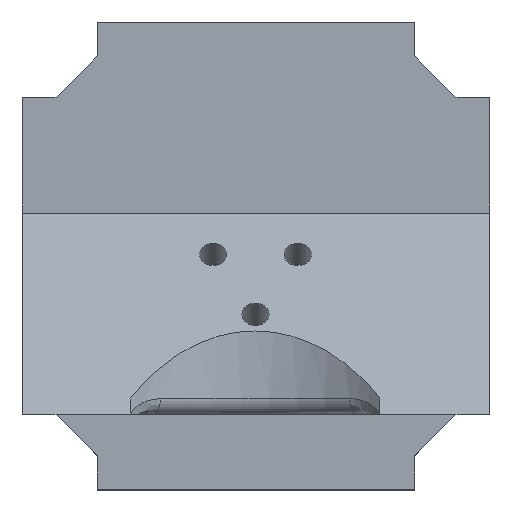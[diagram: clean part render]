
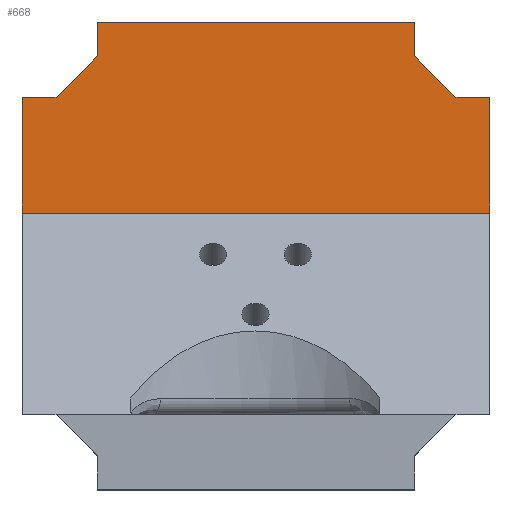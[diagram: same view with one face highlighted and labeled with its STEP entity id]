
A CAD part, top view. The second image highlights one B-rep face of the part: STEP entity #668.
In plain terms, the highlighted planar face has unit normal (0, 0, 1).
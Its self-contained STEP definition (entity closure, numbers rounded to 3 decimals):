
#86=FACE_OUTER_BOUND('',#127,.T.);
#127=EDGE_LOOP('',(#520,#521,#522,#523,#524,#525,#526,#527,#528,#529));
#173=LINE('',#1150,#238);
#174=LINE('',#1152,#239);
#175=LINE('',#1154,#240);
#176=LINE('',#1156,#241);
#177=LINE('',#1158,#242);
#178=LINE('',#1160,#243);
#179=LINE('',#1162,#244);
#180=LINE('',#1164,#245);
#181=LINE('',#1166,#246);
#182=LINE('',#1167,#247);
#238=VECTOR('',#872,10.);
#239=VECTOR('',#873,10.);
#240=VECTOR('',#874,10.);
#241=VECTOR('',#875,10.);
#242=VECTOR('',#876,10.);
#243=VECTOR('',#877,10.);
#244=VECTOR('',#878,10.);
#245=VECTOR('',#879,10.);
#246=VECTOR('',#880,10.);
#247=VECTOR('',#881,10.);
#316=VERTEX_POINT('',#1148);
#317=VERTEX_POINT('',#1149);
#318=VERTEX_POINT('',#1151);
#319=VERTEX_POINT('',#1153);
#320=VERTEX_POINT('',#1155);
#321=VERTEX_POINT('',#1157);
#322=VERTEX_POINT('',#1159);
#323=VERTEX_POINT('',#1161);
#324=VERTEX_POINT('',#1163);
#325=VERTEX_POINT('',#1165);
#393=EDGE_CURVE('',#316,#317,#173,.T.);
#394=EDGE_CURVE('',#318,#316,#174,.T.);
#395=EDGE_CURVE('',#318,#319,#175,.T.);
#396=EDGE_CURVE('',#320,#319,#176,.T.);
#397=EDGE_CURVE('',#321,#320,#177,.T.);
#398=EDGE_CURVE('',#322,#321,#178,.T.);
#399=EDGE_CURVE('',#323,#322,#179,.T.);
#400=EDGE_CURVE('',#324,#323,#180,.T.);
#401=EDGE_CURVE('',#325,#324,#181,.T.);
#402=EDGE_CURVE('',#317,#325,#182,.T.);
#520=ORIENTED_EDGE('',*,*,#393,.F.);
#521=ORIENTED_EDGE('',*,*,#394,.F.);
#522=ORIENTED_EDGE('',*,*,#395,.T.);
#523=ORIENTED_EDGE('',*,*,#396,.F.);
#524=ORIENTED_EDGE('',*,*,#397,.F.);
#525=ORIENTED_EDGE('',*,*,#398,.F.);
#526=ORIENTED_EDGE('',*,*,#399,.F.);
#527=ORIENTED_EDGE('',*,*,#400,.F.);
#528=ORIENTED_EDGE('',*,*,#401,.F.);
#529=ORIENTED_EDGE('',*,*,#402,.F.);
#631=PLANE('',#746);
#668=ADVANCED_FACE('',(#86),#631,.F.);
#746=AXIS2_PLACEMENT_3D('',#1147,#870,#871);
#870=DIRECTION('center_axis',(0.,0.,
-1.));
#871=DIRECTION('ref_axis',(0.,1.,0.));
#872=DIRECTION('',(1.,0.,0.));
#873=DIRECTION('',(0.,1.,0.));
#874=DIRECTION('',(1.,0.,0.));
#875=DIRECTION('',(0.,-1.,0.));
#876=DIRECTION('',(1.,0.,0.));
#877=DIRECTION('',(0.707,-0.707,0.));
#878=DIRECTION('',(0.,-1.,0.));
#879=DIRECTION('',(1.,0.,0.));
#880=DIRECTION('',(0.,1.,0.));
#881=DIRECTION('',(0.707,0.707,0.));
#1147=CARTESIAN_POINT('Origin',(-24.9,4.567,3.105));
#1148=CARTESIAN_POINT('',(-24.9,16.9,3.105));
#1149=CARTESIAN_POINT('',(-21.284,16.9,3.105));
#1150=CARTESIAN_POINT('',(-23.092,16.9,3.105));
#1151=CARTESIAN_POINT('',(-24.9,4.567,3.105));
#1152=CARTESIAN_POINT('',(-24.9,10.733,3.105));
#1153=CARTESIAN_POINT('',(24.9,4.567,3.105));
#1154=CARTESIAN_POINT('',(-24.9,4.567,3.105));
#1155=CARTESIAN_POINT('',(24.9,16.9,3.105));
#1156=CARTESIAN_POINT('',(24.9,-6.167,3.105));
#1157=CARTESIAN_POINT('',(21.284,16.9,3.105));
#1158=CARTESIAN_POINT('',(0.,16.9,3.105));
#1159=CARTESIAN_POINT('',(16.9,21.284,3.105));
#1160=CARTESIAN_POINT('',(12.821,25.363,3.105));
#1161=CARTESIAN_POINT('',(16.9,24.9,3.105));
#1162=CARTESIAN_POINT('',(16.9,12.925,3.105));
#1163=CARTESIAN_POINT('',(-16.9,24.9,3.105));
#1164=CARTESIAN_POINT('',(-4.,24.9,3.105));
#1165=CARTESIAN_POINT('',(-16.9,21.284,3.105));
#1166=CARTESIAN_POINT('',(-16.9,14.733,3.105));
#1167=CARTESIAN_POINT('',(-23.079,15.104,3.105));
